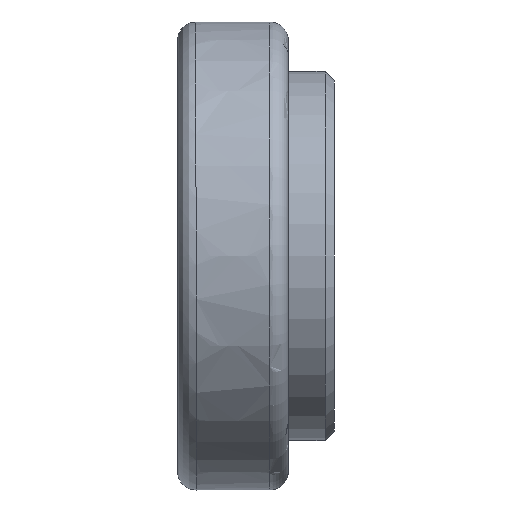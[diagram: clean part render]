
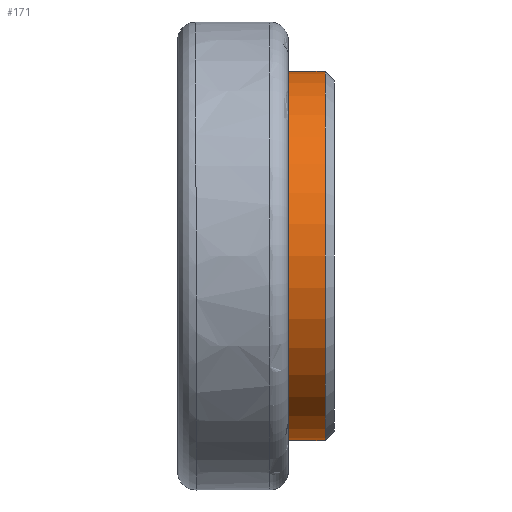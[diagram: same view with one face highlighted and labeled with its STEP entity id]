
A CAD part, left-side view. The second image highlights one B-rep face of the part: STEP entity #171.
In plain terms, the highlighted cylindrical face has radius 20 mm (diameter 40 mm), a full revolution.
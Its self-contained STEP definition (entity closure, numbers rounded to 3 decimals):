
#171 = ADVANCED_FACE( '', ( #415, #416 ), #417, .T. );
#415 = FACE_OUTER_BOUND( '', #1841, .T. );
#416 = FACE_OUTER_BOUND( '', #1842, .T. );
#417 = CYLINDRICAL_SURFACE( '', #1843, 20. );
#1841 = EDGE_LOOP( '', ( #2792 ) );
#1842 = EDGE_LOOP( '', ( #2793 ) );
#1843 = AXIS2_PLACEMENT_3D( '', #2794, #2795, #2796 );
#2792 = ORIENTED_EDGE( '', *, *, #3199, .F. );
#2793 = ORIENTED_EDGE( '', *, *, #3310, .T. );
#2794 = CARTESIAN_POINT( '', ( 0., 0., 0. ) );
#2795 = DIRECTION( '', ( 0., 1., 0. ) );
#2796 = DIRECTION( '', ( 1., 0., 0. ) );
#3199 = EDGE_CURVE( '', #3645, #3645, #3646, .T. );
#3310 = EDGE_CURVE( '', #3813, #3813, #3814, .T. );
#3645 = VERTEX_POINT( '', #5122 );
#3646 = CIRCLE( '', #5123, 20. );
#3813 = VERTEX_POINT( '', #5518 );
#3814 = CIRCLE( '', #5519, 20. );
#5122 = CARTESIAN_POINT( '', ( -20., 5., 0. ) );
#5123 = AXIS2_PLACEMENT_3D( '', #5943, #5944, #5945 );
#5518 = CARTESIAN_POINT( '', ( 20., 1., 0. ) );
#5519 = AXIS2_PLACEMENT_3D( '', #6147, #6148, #6149 );
#5943 = CARTESIAN_POINT( '', ( 0., 5., 0. ) );
#5944 = DIRECTION( '', ( 0., 1., 0. ) );
#5945 = DIRECTION( '', ( -1., 0., 0. ) );
#6147 = CARTESIAN_POINT( '', ( 0., 1., 0. ) );
#6148 = DIRECTION( '', ( 0., 1., 0. ) );
#6149 = DIRECTION( '', ( 1., 0., 0. ) );
